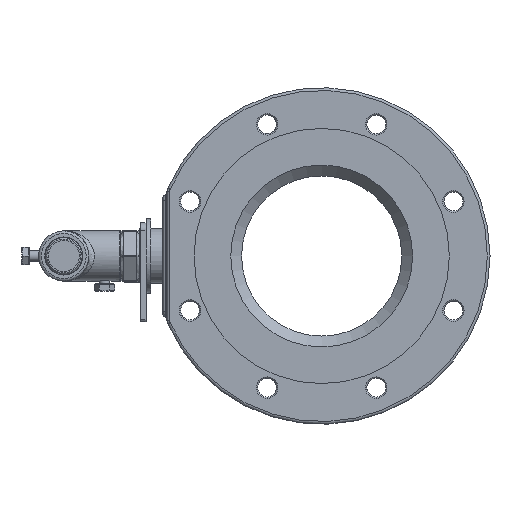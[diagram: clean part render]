
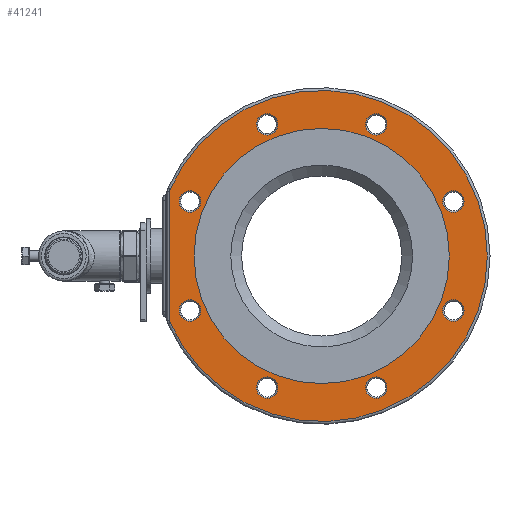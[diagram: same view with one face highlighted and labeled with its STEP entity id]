
A CAD part, left-side view. The second image highlights one B-rep face of the part: STEP entity #41241.
In plain terms, the highlighted planar face has unit normal (-1, 0, 0).
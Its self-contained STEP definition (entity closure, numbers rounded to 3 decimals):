
#3994=LINE('',#83486,#7097);
#7097=VECTOR('',#50198,95.079);
#9953=PLANE('',#43226);
#10186=FACE_BOUND('',#14646,.T.);
#10187=FACE_BOUND('',#14647,.T.);
#10188=FACE_BOUND('',#14648,.T.);
#10189=FACE_BOUND('',#14649,.T.);
#10190=FACE_BOUND('',#14650,.T.);
#10191=FACE_BOUND('',#14651,.T.);
#10192=FACE_BOUND('',#14652,.T.);
#10193=FACE_BOUND('',#14653,.T.);
#10194=FACE_BOUND('',#14654,.T.);
#12248=FACE_OUTER_BOUND('',#14645,.T.);
#14645=EDGE_LOOP('',(#35984,#35985,#35986,#35987));
#14646=EDGE_LOOP('',(#35988));
#14647=EDGE_LOOP('',(#35989));
#14648=EDGE_LOOP('',(#35990));
#14649=EDGE_LOOP('',(#35991));
#14650=EDGE_LOOP('',(#35992));
#14651=EDGE_LOOP('',(#35993));
#14652=EDGE_LOOP('',(#35994));
#14653=EDGE_LOOP('',(#35995));
#14654=EDGE_LOOP('',(#35996));
#15583=CIRCLE('',#43225,7.918);
#15584=CIRCLE('',#43227,4.);
#15585=CIRCLE('',#43228,4.);
#15586=CIRCLE('',#43229,122.);
#15587=CIRCLE('',#43230,7.918);
#15588=CIRCLE('',#43231,7.918);
#15589=CIRCLE('',#43232,7.918);
#15590=CIRCLE('',#43233,7.918);
#15591=CIRCLE('',#43234,94.);
#15592=CIRCLE('',#43235,7.918);
#15593=CIRCLE('',#43236,7.918);
#15594=CIRCLE('',#43237,7.918);
#19401=VERTEX_POINT('',#83479);
#19402=VERTEX_POINT('',#83482);
#19403=VERTEX_POINT('',#83483);
#19404=VERTEX_POINT('',#83485);
#19405=VERTEX_POINT('',#83487);
#19406=VERTEX_POINT('',#83490);
#19407=VERTEX_POINT('',#83492);
#19408=VERTEX_POINT('',#83494);
#19409=VERTEX_POINT('',#83496);
#19410=VERTEX_POINT('',#83498);
#19411=VERTEX_POINT('',#83500);
#19412=VERTEX_POINT('',#83502);
#19413=VERTEX_POINT('',#83504);
#24984=EDGE_CURVE('',#19401,#19401,#15583,.T.);
#24985=EDGE_CURVE('',#19402,#19403,#15584,.T.);
#24986=EDGE_CURVE('',#19404,#19402,#3994,.T.);
#24987=EDGE_CURVE('',#19405,#19404,#15585,.T.);
#24988=EDGE_CURVE('',#19403,#19405,#15586,.T.);
#24989=EDGE_CURVE('',#19406,#19406,#15587,.T.);
#24990=EDGE_CURVE('',#19407,#19407,#15588,.T.);
#24991=EDGE_CURVE('',#19408,#19408,#15589,.T.);
#24992=EDGE_CURVE('',#19409,#19409,#15590,.T.);
#24993=EDGE_CURVE('',#19410,#19410,#15591,.T.);
#24994=EDGE_CURVE('',#19411,#19411,#15592,.T.);
#24995=EDGE_CURVE('',#19412,#19412,#15593,.T.);
#24996=EDGE_CURVE('',#19413,#19413,#15594,.T.);
#35984=ORIENTED_EDGE('',*,*,#24985,.F.);
#35985=ORIENTED_EDGE('',*,*,#24986,.F.);
#35986=ORIENTED_EDGE('',*,*,#24987,.F.);
#35987=ORIENTED_EDGE('',*,*,#24988,.F.);
#35988=ORIENTED_EDGE('',*,*,#24989,.F.);
#35989=ORIENTED_EDGE('',*,*,#24990,.F.);
#35990=ORIENTED_EDGE('',*,*,#24991,.F.);
#35991=ORIENTED_EDGE('',*,*,#24992,.F.);
#35992=ORIENTED_EDGE('',*,*,#24993,.T.);
#35993=ORIENTED_EDGE('',*,*,#24994,.F.);
#35994=ORIENTED_EDGE('',*,*,#24995,.F.);
#35995=ORIENTED_EDGE('',*,*,#24996,.F.);
#35996=ORIENTED_EDGE('',*,*,#24984,.F.);
#41241=ADVANCED_FACE('',(#12248,#10186,#10187,#10188,#10189,#10190,#10191,
#10192,#10193,#10194),#9953,.F.);
#43225=AXIS2_PLACEMENT_3D('',#83480,#50192,#50193);
#43226=AXIS2_PLACEMENT_3D('',#83481,#50194,#50195);
#43227=AXIS2_PLACEMENT_3D('',#83484,#50196,#50197);
#43228=AXIS2_PLACEMENT_3D('',#83488,#50199,#50200);
#43229=AXIS2_PLACEMENT_3D('',#83489,#50201,#50202);
#43230=AXIS2_PLACEMENT_3D('',#83491,#50203,#50204);
#43231=AXIS2_PLACEMENT_3D('',#83493,#50205,#50206);
#43232=AXIS2_PLACEMENT_3D('',#83495,#50207,#50208);
#43233=AXIS2_PLACEMENT_3D('',#83497,#50209,#50210);
#43234=AXIS2_PLACEMENT_3D('',#83499,#50211,#50212);
#43235=AXIS2_PLACEMENT_3D('',#83501,#50213,#50214);
#43236=AXIS2_PLACEMENT_3D('',#83503,#50215,#50216);
#43237=AXIS2_PLACEMENT_3D('',#83505,#50217,#50218);
#50192=DIRECTION('center_axis',(-1.,0.,0.));
#50193=DIRECTION('ref_axis',(0.,0.,1.));
#50194=DIRECTION('center_axis',(1.,0.,0.));
#50195=DIRECTION('ref_axis',(0.,0.,-1.));
#50196=DIRECTION('center_axis',(1.,0.,0.));
#50197=DIRECTION('ref_axis',(0.,0.979,0.206));
#50198=DIRECTION('',(0.,0.,1.));
#50199=DIRECTION('center_axis',(1.,0.,0.));
#50200=DIRECTION('ref_axis',(0.,0.979,-0.206));
#50201=DIRECTION('center_axis',(1.,0.,0.));
#50202=DIRECTION('ref_axis',(0.,-1.,0.));
#50203=DIRECTION('center_axis',(-1.,0.,0.));
#50204=DIRECTION('ref_axis',(0.,0.,1.));
#50205=DIRECTION('center_axis',(-1.,0.,0.));
#50206=DIRECTION('ref_axis',(0.,0.,1.));
#50207=DIRECTION('center_axis',(-1.,0.,0.));
#50208=DIRECTION('ref_axis',(0.,0.,1.));
#50209=DIRECTION('center_axis',(-1.,0.,0.));
#50210=DIRECTION('ref_axis',(0.,0.,1.));
#50211=DIRECTION('center_axis',(1.,0.,0.));
#50212=DIRECTION('ref_axis',(0.,0.,1.));
#50213=DIRECTION('center_axis',(-1.,0.,0.));
#50214=DIRECTION('ref_axis',(0.,0.,1.));
#50215=DIRECTION('center_axis',(-1.,0.,0.));
#50216=DIRECTION('ref_axis',(0.,0.,1.));
#50217=DIRECTION('center_axis',(-1.,0.,0.));
#50218=DIRECTION('ref_axis',(0.,0.,1.));
#83479=CARTESIAN_POINT('',(-87.5,-97.007,-48.099));
#83480=CARTESIAN_POINT('Origin',(-87.5,-97.007,-40.182));
#83481=CARTESIAN_POINT('Origin',(-87.5,3.254,0.));
#83482=CARTESIAN_POINT('',(-87.5,112.,47.539));
#83483=CARTESIAN_POINT('',(-87.5,111.661,49.151));
#83484=CARTESIAN_POINT('Origin',(-87.5,108.,47.539));
#83485=CARTESIAN_POINT('',(-87.5,112.,-47.539));
#83486=CARTESIAN_POINT('',(-87.5,112.,-23.77));
#83487=CARTESIAN_POINT('',(-87.5,111.661,-49.151));
#83488=CARTESIAN_POINT('Origin',(-87.5,108.,-47.539));
#83489=CARTESIAN_POINT('Origin',(-87.5,0.,0.));
#83490=CARTESIAN_POINT('',(-87.5,-97.007,32.264));
#83491=CARTESIAN_POINT('Origin',(-87.5,-97.007,40.182));
#83492=CARTESIAN_POINT('',(-87.5,-40.182,89.09));
#83493=CARTESIAN_POINT('Origin',(-87.5,-40.182,97.007));
#83494=CARTESIAN_POINT('',(-87.5,40.182,-104.925));
#83495=CARTESIAN_POINT('Origin',(-87.5,40.182,-97.007));
#83496=CARTESIAN_POINT('',(-87.5,97.007,32.264));
#83497=CARTESIAN_POINT('Origin',(-87.5,97.007,40.182));
#83498=CARTESIAN_POINT('',(-87.5,0.,-94.));
#83499=CARTESIAN_POINT('Origin',(-87.5,0.,0.));
#83500=CARTESIAN_POINT('',(-87.5,97.007,-48.099));
#83501=CARTESIAN_POINT('Origin',(-87.5,97.007,-40.182));
#83502=CARTESIAN_POINT('',(-87.5,40.182,89.09));
#83503=CARTESIAN_POINT('Origin',(-87.5,40.182,97.007));
#83504=CARTESIAN_POINT('',(-87.5,-40.182,-104.925));
#83505=CARTESIAN_POINT('Origin',(-87.5,-40.182,-97.007));
